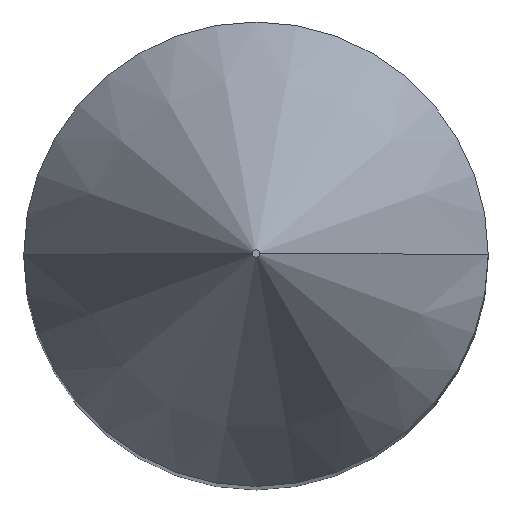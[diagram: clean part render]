
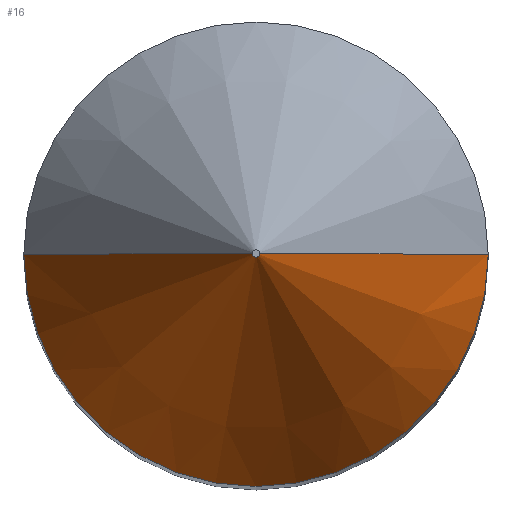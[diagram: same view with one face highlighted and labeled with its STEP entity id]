
A CAD part, top view. The second image highlights one B-rep face of the part: STEP entity #16.
In plain terms, the highlighted conical face has half-angle 30 degrees and reference radius 0.102 mm.
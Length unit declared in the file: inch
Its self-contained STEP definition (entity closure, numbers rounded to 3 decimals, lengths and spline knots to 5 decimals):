
#3 = VERTEX_POINT ( 'NONE', #178 ) ;
#5 = VERTEX_POINT ( 'NONE', #123 ) ;
#16 = ADVANCED_FACE ( 'NONE', ( #161 ), #124, .T. ) ;
#29 = CARTESIAN_POINT ( 'NONE',  ( 0., 0., 3. ) ) ;
#30 = CARTESIAN_POINT ( 'NONE',  ( -0.004, 0., 3. ) ) ;
#34 = EDGE_CURVE ( 'NONE', #234, #5, #243, .T. ) ;
#41 = CARTESIAN_POINT ( 'NONE',  ( 0., 0., 2.57392 ) ) ;
#46 = DIRECTION ( 'NONE',  ( -1., 0., 0. ) ) ;
#52 = DIRECTION ( 'NONE',  ( -0.5, 0., -0.866 ) ) ;
#64 = ORIENTED_EDGE ( 'NONE', *, *, #171, .T. ) ;
#71 = LINE ( 'NONE', #30, #247 ) ;
#76 = VERTEX_POINT ( 'NONE', #205 ) ;
#80 = ORIENTED_EDGE ( 'NONE', *, *, #102, .T. ) ;
#82 = ORIENTED_EDGE ( 'NONE', *, *, #34, .F. ) ;
#84 = CARTESIAN_POINT ( 'NONE',  ( 0., 0., 3. ) ) ;
#89 = DIRECTION ( 'NONE',  ( 0., 0., -1. ) ) ;
#90 = VECTOR ( 'NONE', #208, 39.37008 ) ;
#102 = EDGE_CURVE ( 'NONE', #76, #3, #129, .T. ) ;
#109 = AXIS2_PLACEMENT_3D ( 'NONE', #29, #89, #241 ) ;
#123 = CARTESIAN_POINT ( 'NONE',  ( -0.25, 0., 2.57392 ) ) ;
#124 = CONICAL_SURFACE ( 'NONE', #109, 0.004, 0.524 ) ;
#126 = CARTESIAN_POINT ( 'NONE',  ( 0.004, 0., 3. ) ) ;
#129 = CIRCLE ( 'NONE', #157, 0.004 ) ;
#157 = AXIS2_PLACEMENT_3D ( 'NONE', #84, #220, #46 ) ;
#161 = FACE_OUTER_BOUND ( 'NONE', #213, .T. ) ;
#171 = EDGE_CURVE ( 'NONE', #3, #5, #71, .T. ) ;
#178 = CARTESIAN_POINT ( 'NONE',  ( -0.004, 0., 3. ) ) ;
#184 = DIRECTION ( 'NONE',  ( -1., 0., 0. ) ) ;
#193 = ORIENTED_EDGE ( 'NONE', *, *, #201, .F. ) ;
#201 = EDGE_CURVE ( 'NONE', #76, #234, #245, .T. ) ;
#205 = CARTESIAN_POINT ( 'NONE',  ( 0.004, 0., 3. ) ) ;
#208 = DIRECTION ( 'NONE',  ( 0.5, 0., -0.866 ) ) ;
#213 = EDGE_LOOP ( 'NONE', ( #80, #64, #82, #193 ) ) ;
#219 = AXIS2_PLACEMENT_3D ( 'NONE', #41, #239, #184 ) ;
#220 = DIRECTION ( 'NONE',  ( 0., 0., -1. ) ) ;
#225 = CARTESIAN_POINT ( 'NONE',  ( 0.25, 0., 2.57392 ) ) ;
#234 = VERTEX_POINT ( 'NONE', #225 ) ;
#239 = DIRECTION ( 'NONE',  ( 0., 0., -1. ) ) ;
#241 = DIRECTION ( 'NONE',  ( 1., 0., 0. ) ) ;
#243 = CIRCLE ( 'NONE', #219, 0.25 ) ;
#245 = LINE ( 'NONE', #126, #90 ) ;
#247 = VECTOR ( 'NONE', #52, 39.37008 ) ;
